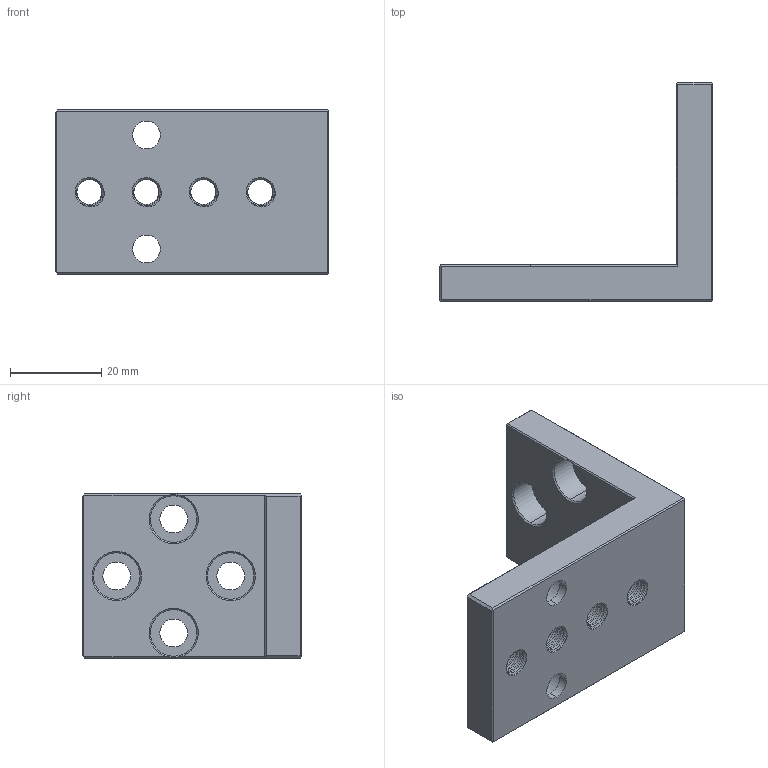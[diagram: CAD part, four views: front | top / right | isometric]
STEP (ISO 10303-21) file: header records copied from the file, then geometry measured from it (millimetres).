
FILE_DESCRIPTION((''),'2;1');
FILE_NAME('APT-L','2022-03-02T',('admin'),(''),'CREO PARAMETRIC BY PTC INC, 2018360','CREO PARAMETRIC BY PTC INC, 2018360','');
FILE_SCHEMA(('CONFIG_CONTROL_DESIGN'));
Length unit declared in the file: millimetre
Products named in the file (1): APT-L
Bounding box: 60 x 48 x 36 mm (x, y, z)
Volume: 24655.8 mm3; surface area: 11047.3 mm2
Topology: 1 solids, 1 shells, 171 faces, 471 edges, 304 vertices
Faces by surface type: cylinder 80, cone 36, plane 31, bspline 24
Entity records: 10547 total; most frequent: CARTESIAN_POINT 6474, ORIENTED_EDGE 942, DIRECTION 677, EDGE_CURVE 471, VERTEX_POINT 304, AXIS2_PLACEMENT_3D 243, EDGE_LOOP 193, VECTOR 191
